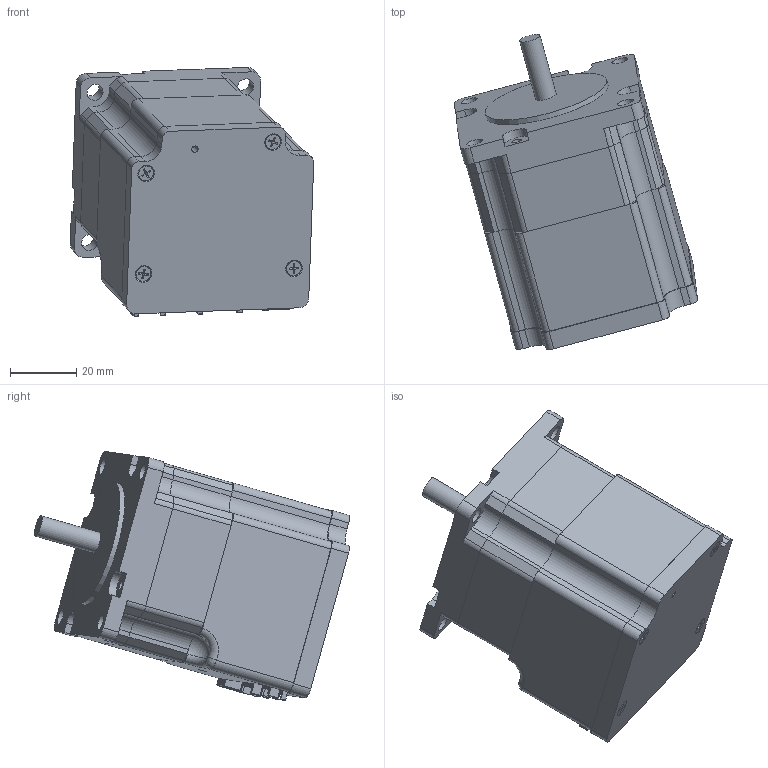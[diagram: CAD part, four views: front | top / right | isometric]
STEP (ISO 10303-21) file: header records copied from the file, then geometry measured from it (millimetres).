
FILE_DESCRIPTION((''),'2;1');
FILE_NAME('PD4-N5918X4204.stp','2010-07-08T15:42:26',('wei_j'),(''),'Autodesk Inventor 2010','Autodesk Inventor 2010','');
FILE_SCHEMA(('AUTOMOTIVE_DESIGN { 1 0 10303 214 1 1 1 1 }'));
Length unit declared in the file: millimetre
Products named in the file (1): PD4-N5918X4204
Bounding box: 73.62 x 95.31 x 75.31 mm (x, y, z)
Volume: 129583.1 mm3; surface area: 41255.2 mm2
Topology: 1 solids, 4 shells, 767 faces, 2048 edges, 1320 vertices
Faces by surface type: plane 439, cylinder 215, cone 74, torus 20, bspline 17, sphere 2
Full cylindrical faces by diameter (mm): 0.5 x20, 1 x2, 1.3 x2, 2 x6, 2.1 x2, 2.224 x4, 2.5 x10, 3 x4, 3.2 x4, 4.7 x4, 6.35 x1, 16.5 x1, 22 x1, 34.9 x1, 38.1 x1
Entity records: 23936 total; most frequent: CARTESIAN_POINT 4762, DIRECTION 3885, ORIENTED_EDGE 3772, EDGE_CURVE 1886, AXIS2_PLACEMENT_3D 1333, VERTEX_POINT 1277, VECTOR 1219, LINE 1219
